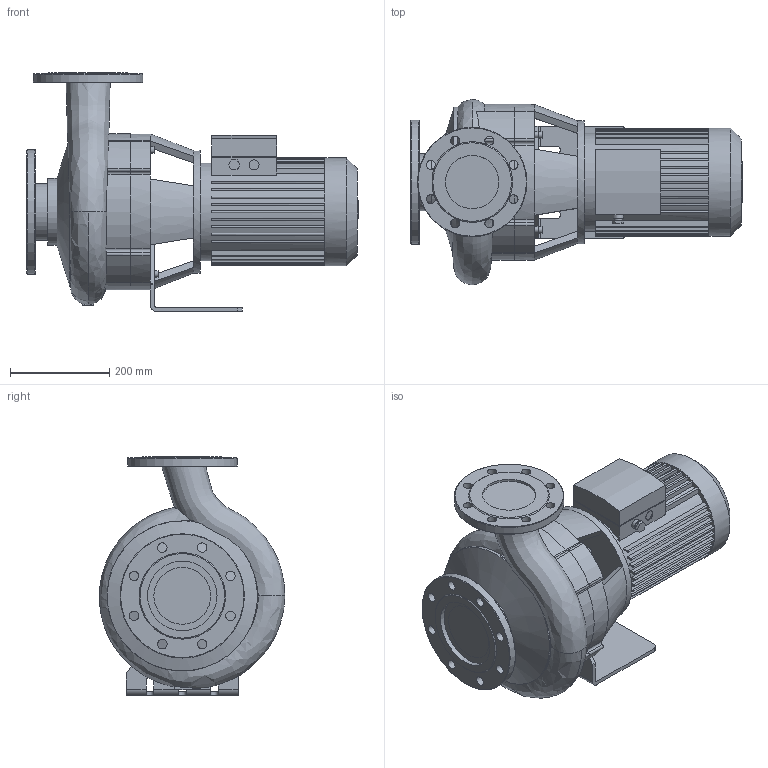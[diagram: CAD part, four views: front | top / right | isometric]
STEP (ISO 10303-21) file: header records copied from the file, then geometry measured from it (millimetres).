
FILE_DESCRIPTION(/* description */ (''),/* implementation_level */ '2;1');
FILE_NAME(/* name */ '3d_BL100_150-2_2_4-2121106.stp',/* time_stamp */ '2017-11-06T15:08:12+01:00',/* author */ ('Andrzej'),/* organization */ (''),/* preprocessor_version */ 'ST-DEVELOPER v16.13',/* originating_system */ 'AutoCAD Mechanical',/* authorisation */ '');
FILE_SCHEMA (('AUTOMOTIVE_DESIGN { 1 0 10303 214 3 1 1 }'));
Length unit declared in the file: millimetre
Products named in the file (1): Product
Bounding box: 667.5 x 372.95 x 480 mm (x, y, z)
Volume: 31486498.1 mm3; surface area: 1546305.7 mm2
Topology: 9 solids, 9 shells, 475 faces, 1292 edges, 836 vertices
Faces by surface type: plane 276, cylinder 152, bspline 31, torus 8, cone 8
Full cylindrical faces by diameter (mm): 9 x4, 13 x4, 16 x1, 18 x8, 19 x8, 20 x4, 50 x1, 107.1 x1, 114.3 x1, 134.3 x1, 139.7 x1, 197 x1, 217 x1, 220 x1, 247 x1, 250 x1
Entity records: 18260 total; most frequent: CARTESIAN_POINT 6290, DIRECTION 2494, ORIENTED_EDGE 2452, EDGE_CURVE 1226, AXIS2_PLACEMENT_3D 910, VERTEX_POINT 821, LINE 674, VECTOR 674
